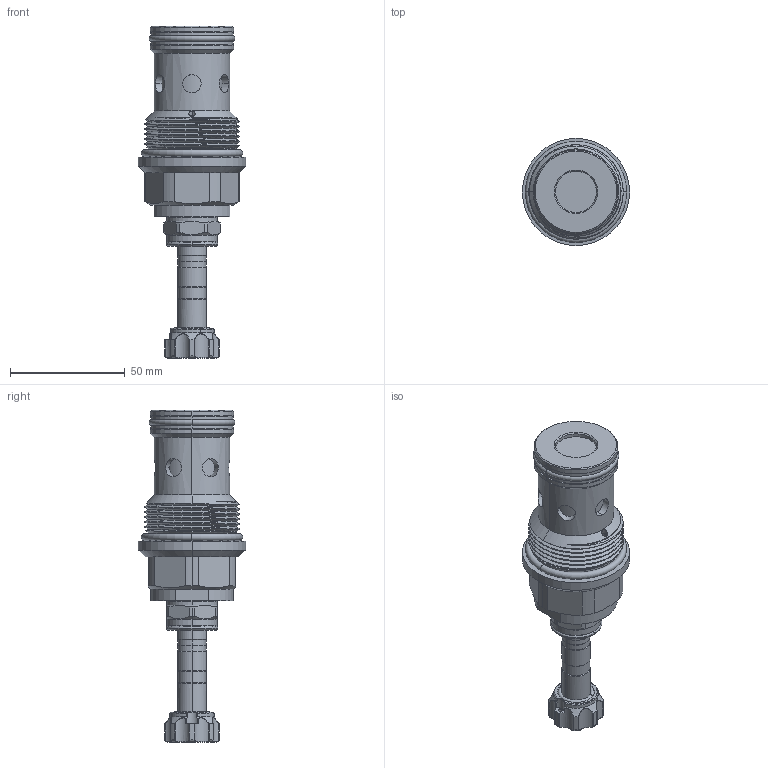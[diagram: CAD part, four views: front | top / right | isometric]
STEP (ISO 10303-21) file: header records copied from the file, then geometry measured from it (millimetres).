
FILE_DESCRIPTION (( 'STEP AP203' ), '1' );
FILE_NAME ('EP20W2A03N95.STEP', '2024-07-08T00:48:49', ( '' ), ( '' ), 'SwSTEP 2.0', 'SolidWorks 2018', '' );
FILE_SCHEMA (( 'CONFIG_CONTROL_DESIGN' ));
Length unit declared in the file: millimetre
Products named in the file (1): EP20W2A03N95
Bounding box: 46.8 x 46.8 x 144.95 mm (x, y, z)
Volume: 104677.3 mm3; surface area: 20232.2 mm2
Topology: 1 solids, 1 shells, 359 faces, 863 edges, 528 vertices
Faces by surface type: cylinder 160, plane 64, cone 53, torus 41, bspline 41
Entity records: 16186 total; most frequent: CARTESIAN_POINT 8115, ORIENTED_EDGE 1722, DIRECTION 1638, EDGE_CURVE 861, AXIS2_PLACEMENT_3D 681, VERTEX_POINT 528, EDGE_LOOP 385, CIRCLE 362
